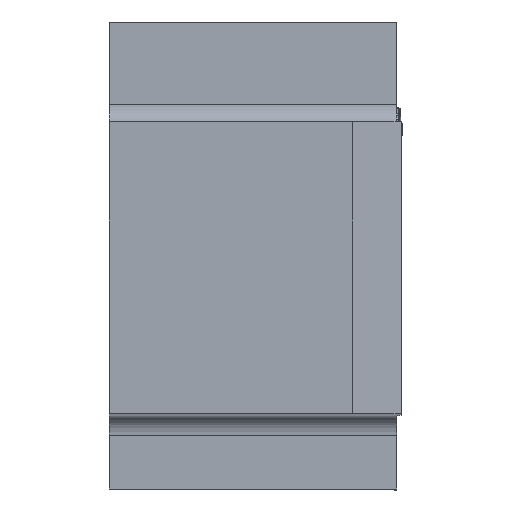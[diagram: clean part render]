
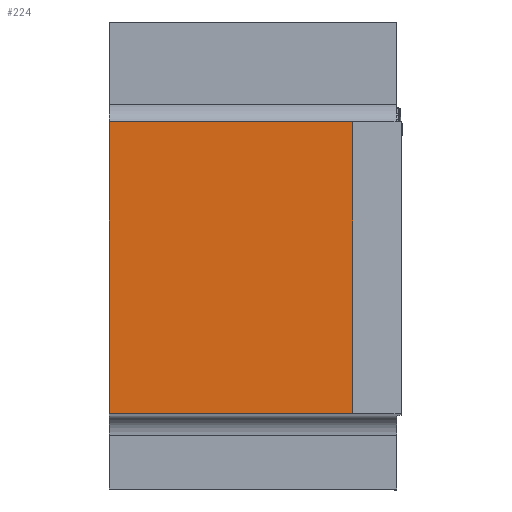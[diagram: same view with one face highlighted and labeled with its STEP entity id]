
A CAD part, top view. The second image highlights one B-rep face of the part: STEP entity #224.
In plain terms, the highlighted planar face has unit normal (0, 0, 1).
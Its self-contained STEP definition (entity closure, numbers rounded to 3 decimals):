
#224=ADVANCED_FACE('CU_BACK_SU1',(#359),#313,.F.);
#313=PLANE('',#2025);
#359=FACE_OUTER_BOUND('',#451,.T.);
#451=EDGE_LOOP('',(#982,#983,#984,#985));
#531=LINE('',#2689,#686);
#551=LINE('',#2741,#706);
#559=LINE('',#2760,#714);
#596=LINE('',#2923,#751);
#686=VECTOR('',#2166,1.);
#706=VECTOR('',#2210,1.);
#714=VECTOR('',#2224,1.);
#751=VECTOR('',#2325,1.);
#982=ORIENTED_EDGE('',*,*,#1564,.T.);
#983=ORIENTED_EDGE('',*,*,#1639,.T.);
#984=ORIENTED_EDGE('',*,*,#1574,.T.);
#985=ORIENTED_EDGE('',*,*,#1538,.F.);
#1368=VERTEX_POINT('',#2688);
#1369=VERTEX_POINT('',#2690);
#1387=VERTEX_POINT('',#2739);
#1393=VERTEX_POINT('',#2752);
#1538=EDGE_CURVE('',#1368,#1369,#531,.T.);
#1564=EDGE_CURVE('',#1368,#1387,#551,.T.);
#1574=EDGE_CURVE('',#1393,#1369,#559,.T.);
#1639=EDGE_CURVE('',#1387,#1393,#596,.T.);
#2025=AXIS2_PLACEMENT_3D('',#2924,#2326,#2327);
#2166=DIRECTION('',(0.,1.,0.));
#2210=DIRECTION('',(1.,0.,0.));
#2224=DIRECTION('',(-1.,0.,0.));
#2325=DIRECTION('',(0.,1.,0.));
#2326=DIRECTION('',(0.,0.,-1.));
#2327=DIRECTION('',(-1.,0.,0.));
#2688=CARTESIAN_POINT('',(0.,0.,0.));
#2689=CARTESIAN_POINT('',(0.,31.925,0.));
#2690=CARTESIAN_POINT('',(0.,11.925,0.));
#2739=CARTESIAN_POINT('',(9.942,0.,0.));
#2741=CARTESIAN_POINT('',(34.604,0.,0.));
#2752=CARTESIAN_POINT('',(9.942,11.925,0.));
#2760=CARTESIAN_POINT('',(34.604,11.925,0.));
#2923=CARTESIAN_POINT('',(9.942,0.,0.));
#2924=CARTESIAN_POINT('',(34.604,31.925,0.));
